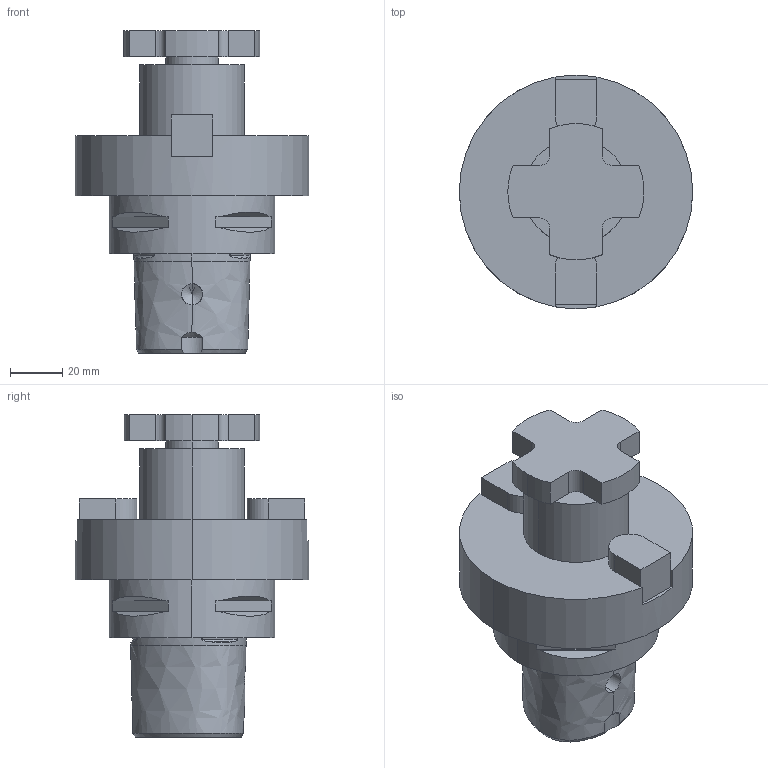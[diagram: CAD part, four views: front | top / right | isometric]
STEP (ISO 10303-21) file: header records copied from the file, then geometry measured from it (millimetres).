
FILE_DESCRIPTION (( 'STEP AP203' ), '1' );
FILE_NAME ('143.157.40.045.STEP', '2017-01-19T09:54:27', ( '' ), ( '' ), 'SwSTEP 2.0', 'SolidWorks 2015', '' );
FILE_SCHEMA (( 'CONFIG_CONTROL_DESIGN' ));
Length unit declared in the file: millimetre
Products named in the file (1): 143.157.40.045
Bounding box: 89 x 89 x 123 mm (x, y, z)
Volume: 295973.7 mm3; surface area: 41727 mm2
Topology: 1 solids, 1 shells, 116 faces, 287 edges, 180 vertices
Faces by surface type: plane 53, cylinder 32, cone 16, torus 9, bspline 6
Entity records: 5910 total; most frequent: CARTESIAN_POINT 3137, ORIENTED_EDGE 566, DIRECTION 557, EDGE_CURVE 283, AXIS2_PLACEMENT_3D 216, VERTEX_POINT 180, EDGE_LOOP 129, VECTOR 125
